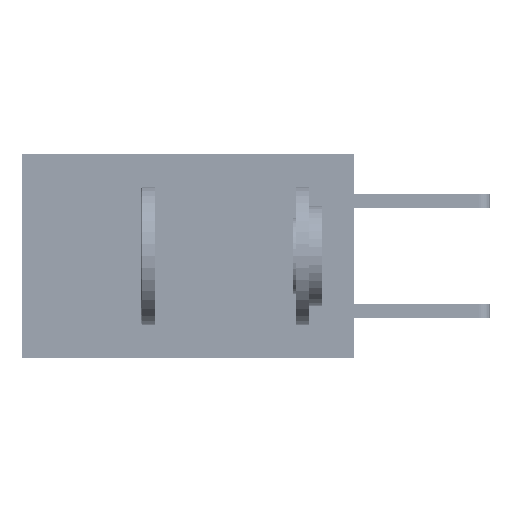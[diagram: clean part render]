
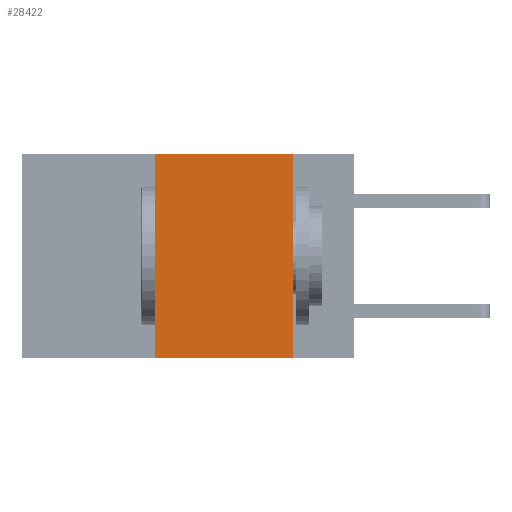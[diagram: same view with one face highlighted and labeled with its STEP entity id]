
A CAD part, left-side view. The second image highlights one B-rep face of the part: STEP entity #28422.
In plain terms, the highlighted planar face has unit normal (-1, 0, 0).
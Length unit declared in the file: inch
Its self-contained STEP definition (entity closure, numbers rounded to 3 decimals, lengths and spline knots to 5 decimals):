
#1957 = LINE ( 'NONE', #8514, #7086 ) ;
#2877 = DIRECTION ( 'NONE',  ( 1., 0., 0. ) ) ;
#3544 = VECTOR ( 'NONE', #5881, 39.37008 ) ;
#5881 = DIRECTION ( 'NONE',  ( 0., 0., -1. ) ) ;
#6714 = ORIENTED_EDGE ( 'NONE', *, *, #42476, .F. ) ;
#7086 = VECTOR ( 'NONE', #37232, 39.37008 ) ;
#7520 = EDGE_CURVE ( 'NONE', #17279, #35550, #1957, .T. ) ;
#7803 = CARTESIAN_POINT ( 'NONE',  ( 0., 0.36, 0. ) ) ;
#8514 = CARTESIAN_POINT ( 'NONE',  ( 0., 0.6, -0.37 ) ) ;
#12388 = ORIENTED_EDGE ( 'NONE', *, *, #31368, .F. ) ;
#14711 = LINE ( 'NONE', #33191, #50725 ) ;
#15861 = CARTESIAN_POINT ( 'NONE',  ( 0., 0.11, -0.37 ) ) ;
#17279 = VERTEX_POINT ( 'NONE', #26274 ) ;
#17948 = EDGE_CURVE ( 'NONE', #17279, #19769, #42456, .T. ) ;
#18464 = CARTESIAN_POINT ( 'NONE',  ( 0., 0.6, 0. ) ) ;
#19769 = VERTEX_POINT ( 'NONE', #7803 ) ;
#26183 = VERTEX_POINT ( 'NONE', #29561 ) ;
#26274 = CARTESIAN_POINT ( 'NONE',  ( 0., 0.36, -0.37 ) ) ;
#28422 = ADVANCED_FACE ( 'NONE', ( #44060 ), #34592, .F. ) ;
#28929 = VECTOR ( 'NONE', #38792, 39.37008 ) ;
#29561 = CARTESIAN_POINT ( 'NONE',  ( 0., 0.11, 0. ) ) ;
#29747 = AXIS2_PLACEMENT_3D ( 'NONE', #18464, #2877, #44136 ) ;
#30101 = ORIENTED_EDGE ( 'NONE', *, *, #17948, .F. ) ;
#31368 = EDGE_CURVE ( 'NONE', #26183, #35550, #47248, .T. ) ;
#33191 = CARTESIAN_POINT ( 'NONE',  ( 0., 0.6, 0. ) ) ;
#34592 = PLANE ( 'NONE',  #29747 ) ;
#35550 = VERTEX_POINT ( 'NONE', #15861 ) ;
#37232 = DIRECTION ( 'NONE',  ( 0., -1., 0. ) ) ;
#38792 = DIRECTION ( 'NONE',  ( 0., 0., 1. ) ) ;
#39743 = EDGE_LOOP ( 'NONE', ( #12388, #6714, #30101, #48832 ) ) ;
#42456 = LINE ( 'NONE', #51075, #28929 ) ;
#42476 = EDGE_CURVE ( 'NONE', #19769, #26183, #14711, .T. ) ;
#44060 = FACE_OUTER_BOUND ( 'NONE', #39743, .T. ) ;
#44136 = DIRECTION ( 'NONE',  ( 0., 0., -1. ) ) ;
#45945 = CARTESIAN_POINT ( 'NONE',  ( 0., 0.11, 0. ) ) ;
#46011 = DIRECTION ( 'NONE',  ( 0., -1., 0. ) ) ;
#47248 = LINE ( 'NONE', #45945, #3544 ) ;
#48832 = ORIENTED_EDGE ( 'NONE', *, *, #7520, .T. ) ;
#50725 = VECTOR ( 'NONE', #46011, 39.37008 ) ;
#51075 = CARTESIAN_POINT ( 'NONE',  ( 0., 0.36, 0. ) ) ;
